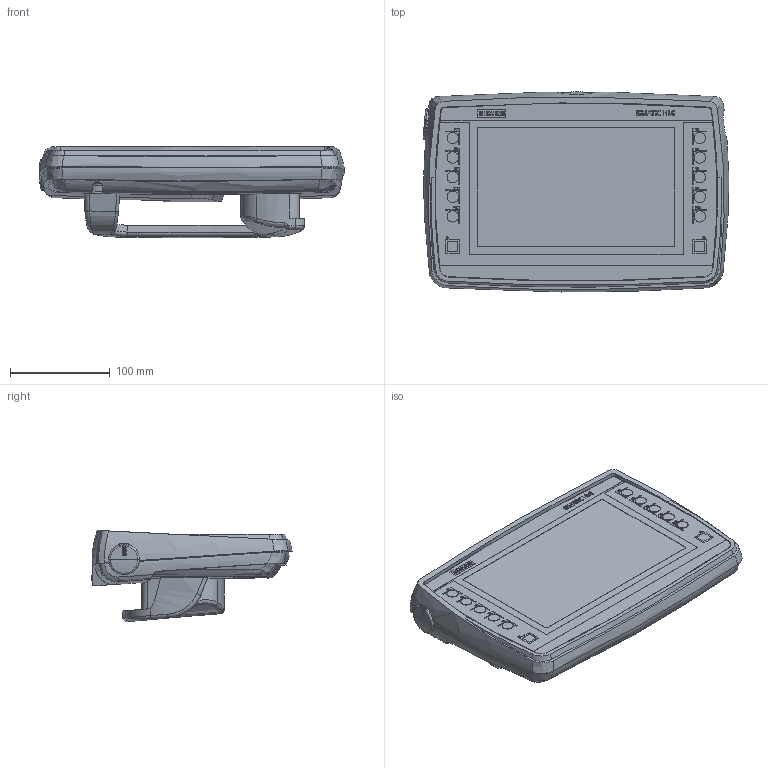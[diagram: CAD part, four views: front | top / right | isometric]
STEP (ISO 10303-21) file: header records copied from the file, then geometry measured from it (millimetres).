
FILE_DESCRIPTION(/* description */ (''),/* implementation_level */ '2;1');
FILE_NAME(/* name */ '6AV2125-2JB03-0AX0_3d.stp',/* time_stamp */ '2024-07-09T08:49:38+02:00',/* author */ (''),/* organization */ (''),/* preprocessor_version */ 'ST-DEVELOPER v18.102',/* originating_system */ 'SIEMENS PLM Software NX 2023',/* authorisation */ '');
FILE_SCHEMA (('AUTOMOTIVE_DESIGN { 1 0 10303 214 3 1 1 1 }'));
Products named in the file (5): A5E44590490A_RS-AA_002_1-Labeling; A5E44578718A_RS-AA_002_1-Cover; A5E44578794A_RS-AA_002_1-USB Cap; A5E44590488A_RS-AA_002_1-Box; A5E36459723A_RS-AA_003_3-CAx_6AV21252JB030AX0
Assembly tree (4 placements, depth 2):
  A5E36459723A_RS-AA_003_3-CAx_6AV21252JB030AX0
    A5E44590488A_RS-AA_002_1-Box
    A5E44578794A_RS-AA_002_1-USB Cap
    A5E44578718A_RS-AA_002_1-Cover
    A5E44590490A_RS-AA_002_1-Labeling
Bounding box: 306.68 x 200.89 x 91.63 mm (x, y, z)
Volume: 2580400.3 mm3; surface area: 205310.9 mm2
Topology: 107 solids, 107 shells, 2038 faces, 5081 edges, 3342 vertices
Faces by surface type: plane 1469, extrusion 288, cylinder 157, bspline 60, torus 37, cone 16, sphere 7, revolution 4
Full cylindrical faces by diameter (mm): 2.8 x4, 6.5 x4, 11.316 x5, 11.4 x5, 23.3 x1, 27.9 x1, 28.3 x2, 28.5 x1, 40.015 x1
Entity records: 84002 total; most frequent: CARTESIAN_POINT 25054, ORIENTED_EDGE 10058, DIRECTION 7057, EDGE_CURVE 5029, VERTEX_POINT 3331, VECTOR 2855, LINE 2567, B_SPLINE_CURVE_WITH_KNOTS 2345
